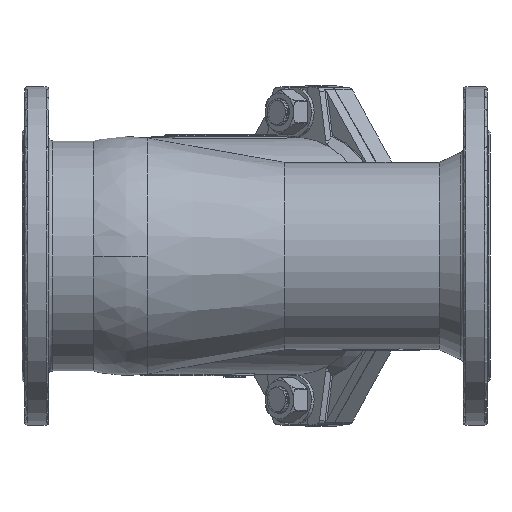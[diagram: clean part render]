
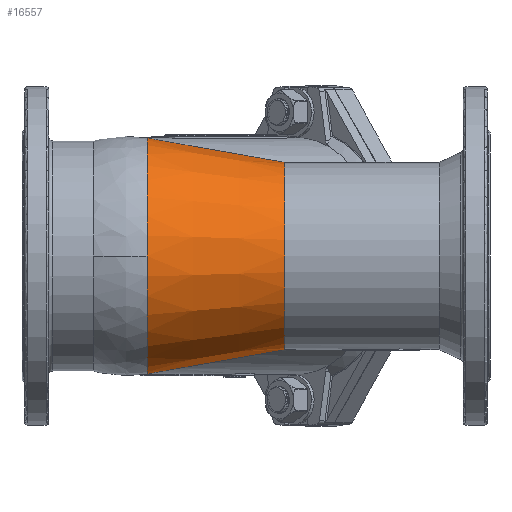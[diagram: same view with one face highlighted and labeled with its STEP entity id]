
A CAD part, front view. The second image highlights one B-rep face of the part: STEP entity #16557.
In plain terms, the highlighted conical face has half-angle 10 degrees and reference radius 88.14 mm.
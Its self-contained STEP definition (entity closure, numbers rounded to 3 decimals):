
#640 = CIRCLE ( 'NONE', #29226, 88.14 ) ;
#1907 = CARTESIAN_POINT ( 'NONE',  ( 93.542, 0., 0. ) ) ;
#2173 = CARTESIAN_POINT ( 'NONE',  ( 110.101, -1.184, 85.213 ) ) ;
#2302 = CARTESIAN_POINT ( 'NONE',  ( 98.559, 0., 87.256 ) ) ;
#2633 = CARTESIAN_POINT ( 'NONE',  ( 101.333, -0.974, -86.761 ) ) ;
#3936 = VERTEX_POINT ( 'NONE', #9336 ) ;
#4297 = FACE_OUTER_BOUND ( 'NONE', #30969, .T. ) ;
#4554 = ORIENTED_EDGE ( 'NONE', *, *, #36325, .F. ) ;
#5168 = CARTESIAN_POINT ( 'NONE',  ( 105.715, -1.492, 85.981 ) ) ;
#5372 = CARTESIAN_POINT ( 'NONE',  ( 115.868, 0., -84.204 ) ) ;
#5478 = VERTEX_POINT ( 'NONE', #14561 ) ;
#5614 = CARTESIAN_POINT ( 'NONE',  ( 93.542, 0., 88.14 ) ) ;
#6729 = VECTOR ( 'NONE', #34387, 1000. ) ;
#8466 = CARTESIAN_POINT ( 'NONE',  ( 93.542, 0., -88.14 ) ) ;
#8484 = VECTOR ( 'NONE', #20771, 1000. ) ;
#8558 = CARTESIAN_POINT ( 'NONE',  ( 108.641, -1.372, -85.467 ) ) ;
#8688 = CARTESIAN_POINT ( 'NONE',  ( 104.223, -1.479, -86.245 ) ) ;
#8818 = CARTESIAN_POINT ( 'NONE',  ( 105.69, -1.521, -85.985 ) ) ;
#9086 = ORIENTED_EDGE ( 'NONE', *, *, #24237, .F. ) ;
#9336 = CARTESIAN_POINT ( 'NONE',  ( 93.542, 0., 88.14 ) ) ;
#11039 = CIRCLE ( 'NONE', #11361, 88.14 ) ;
#11361 = AXIS2_PLACEMENT_3D ( 'NONE', #1907, #30096, #39621 ) ;
#11398 = CARTESIAN_POINT ( 'NONE',  ( 108.646, -1.371, 85.466 ) ) ;
#11661 = CARTESIAN_POINT ( 'NONE',  ( 106.449, -1.483, 85.851 ) ) ;
#11872 = CARTESIAN_POINT ( 'NONE',  ( 102.413, -1.2, -86.568 ) ) ;
#12583 = ORIENTED_EDGE ( 'NONE', *, *, #37819, .T. ) ;
#13345 = VERTEX_POINT ( 'NONE', #35527 ) ;
#13423 = VECTOR ( 'NONE', #19621, 1000. ) ;
#13596 = VERTEX_POINT ( 'NONE', #26831 ) ;
#13735 = EDGE_CURVE ( 'NONE', #35278, #22856, #28243, .T. ) ;
#14360 = ORIENTED_EDGE ( 'NONE', *, *, #29269, .T. ) ;
#14464 = DIRECTION ( 'NONE',  ( -1., 0., 0. ) ) ;
#14561 = CARTESIAN_POINT ( 'NONE',  ( 196.42, 0., 70. ) ) ;
#14776 = CARTESIAN_POINT ( 'NONE',  ( 102.052, -1.133, -86.632 ) ) ;
#14912 = VECTOR ( 'NONE', #15301, 1000. ) ;
#15301 = DIRECTION ( 'NONE',  ( -0.985, 0., -0.174 ) ) ;
#16350 = AXIS2_PLACEMENT_3D ( 'NONE', #18054, #14464, #39775 ) ;
#16532 = CARTESIAN_POINT ( 'NONE',  ( 93.542, 0., 0. ) ) ;
#16557 = ADVANCED_FACE ( 'NONE', ( #4297 ), #33506, .T. ) ;
#16807 = ORIENTED_EDGE ( 'NONE', *, *, #33688, .F. ) ;
#18054 = CARTESIAN_POINT ( 'NONE',  ( 93.542, 0., 0. ) ) ;
#18092 = CARTESIAN_POINT ( 'NONE',  ( 99.908, -0.565, -87.016 ) ) ;
#18495 = CARTESIAN_POINT ( 'NONE',  ( 110.1, -1.184, -85.213 ) ) ;
#18833 = VERTEX_POINT ( 'NONE', #26194 ) ;
#19068 = EDGE_CURVE ( 'NONE', #18833, #13596, #29067, .T. ) ;
#19484 = CARTESIAN_POINT ( 'NONE',  ( 93.542, 0., 88.14 ) ) ;
#19621 = DIRECTION ( 'NONE',  ( -0.985, 0., 0.174 ) ) ;
#20771 = DIRECTION ( 'NONE',  ( -0.985, 0., -0.174 ) ) ;
#21069 = CARTESIAN_POINT ( 'NONE',  ( 99.911, -0.625, 87.017 ) ) ;
#21408 = CARTESIAN_POINT ( 'NONE',  ( 114.44, -0.358, -84.455 ) ) ;
#22856 = VERTEX_POINT ( 'NONE', #28521 ) ;
#22876 = DIRECTION ( 'NONE',  ( -1., 0., 0. ) ) ;
#23402 = ORIENTED_EDGE ( 'NONE', *, *, #36656, .F. ) ;
#23781 = EDGE_CURVE ( 'NONE', #18833, #3936, #26798, .T. ) ;
#24237 = EDGE_CURVE ( 'NONE', #22856, #13345, #31780, .T. ) ;
#24386 = CARTESIAN_POINT ( 'NONE',  ( 114.44, -0.348, 84.455 ) ) ;
#24520 = CARTESIAN_POINT ( 'NONE',  ( 101.318, -1.031, 86.763 ) ) ;
#25272 = DIRECTION ( 'NONE',  ( -1., 0., 0. ) ) ;
#25536 = ORIENTED_EDGE ( 'NONE', *, *, #23781, .T. ) ;
#25890 = VERTEX_POINT ( 'NONE', #28806 ) ;
#25940 = DIRECTION ( 'NONE',  ( 0., 0., 1. ) ) ;
#26194 = CARTESIAN_POINT ( 'NONE',  ( 98.559, 0., 87.256 ) ) ;
#26798 = LINE ( 'NONE', #19484, #13423 ) ;
#26831 = CARTESIAN_POINT ( 'NONE',  ( 115.868, 0., 84.204 ) ) ;
#27133 = AXIS2_PLACEMENT_3D ( 'NONE', #38126, #25272, #40748 ) ;
#27455 = CARTESIAN_POINT ( 'NONE',  ( 104.24, -1.435, 86.242 ) ) ;
#27596 = CARTESIAN_POINT ( 'NONE',  ( 112.275, -0.805, 84.833 ) ) ;
#27809 = CARTESIAN_POINT ( 'NONE',  ( 112.998, -0.678, -84.707 ) ) ;
#28243 = B_SPLINE_CURVE_WITH_KNOTS ( 'NONE', 3,
 ( #5372, #21408, #27809, #18495, #8558, #8818, #8688, #11872, #14776, #2633, #36911, #18092, #30843, #34009 ),
 .UNSPECIFIED., .F., .F.,
 ( 4, 2, 2, 2, 2, 2, 4 ),
 ( 0.089, 0.094, 0.098, 0.103, 0.104, 0.105, 0.107 ),
 .UNSPECIFIED. ) ;
#28521 = CARTESIAN_POINT ( 'NONE',  ( 98.559, 0., -87.256 ) ) ;
#28696 = ORIENTED_EDGE ( 'NONE', *, *, #13735, .F. ) ;
#28806 = CARTESIAN_POINT ( 'NONE',  ( 93.542, -88.14, 0. ) ) ;
#29067 = B_SPLINE_CURVE_WITH_KNOTS ( 'NONE', 3,
 ( #2302, #21069, #24520, #39751, #27455, #5168, #11661, #11398, #2173, #27596, #33535, #24386, #36721, #33810 ),
 .UNSPECIFIED., .F., .F.,
 ( 4, 2, 2, 2, 2, 2, 4 ),
 ( 0.006, 0.011, 0.013, 0.015, 0.02, 0.022, 0.024 ),
 .UNSPECIFIED. ) ;
#29226 = AXIS2_PLACEMENT_3D ( 'NONE', #16532, #22876, #25940 ) ;
#29269 = EDGE_CURVE ( 'NONE', #5478, #13596, #33961, .T. ) ;
#29513 = CARTESIAN_POINT ( 'NONE',  ( 196.42, 0., -70. ) ) ;
#30096 = DIRECTION ( 'NONE',  ( -1., 0., 0. ) ) ;
#30843 = CARTESIAN_POINT ( 'NONE',  ( 99.221, -0.306, -87.139 ) ) ;
#30895 = VERTEX_POINT ( 'NONE', #29513 ) ;
#30969 = EDGE_LOOP ( 'NONE', ( #23402, #12583, #14360, #40958, #25536, #16807, #4554, #9086, #28696 ) ) ;
#31240 = CARTESIAN_POINT ( 'NONE',  ( 93.542, 0., -88.14 ) ) ;
#31250 = CIRCLE ( 'NONE', #27133, 70. ) ;
#31780 = LINE ( 'NONE', #31240, #14912 ) ;
#33506 = CONICAL_SURFACE ( 'NONE', #16350, 88.14, 0.175 ) ;
#33535 = CARTESIAN_POINT ( 'NONE',  ( 112.999, -0.661, 84.707 ) ) ;
#33612 = CARTESIAN_POINT ( 'NONE',  ( 115.868, 0., -84.204 ) ) ;
#33688 = EDGE_CURVE ( 'NONE', #25890, #3936, #11039, .T. ) ;
#33810 = CARTESIAN_POINT ( 'NONE',  ( 115.868, 0., 84.204 ) ) ;
#33961 = LINE ( 'NONE', #5614, #6729 ) ;
#34009 = CARTESIAN_POINT ( 'NONE',  ( 98.559, 0., -87.256 ) ) ;
#34387 = DIRECTION ( 'NONE',  ( -0.985, 0., 0.174 ) ) ;
#35278 = VERTEX_POINT ( 'NONE', #33612 ) ;
#35527 = CARTESIAN_POINT ( 'NONE',  ( 93.542, 0., -88.14 ) ) ;
#36204 = LINE ( 'NONE', #8466, #8484 ) ;
#36325 = EDGE_CURVE ( 'NONE', #13345, #25890, #640, .T. ) ;
#36656 = EDGE_CURVE ( 'NONE', #30895, #35278, #36204, .T. ) ;
#36721 = CARTESIAN_POINT ( 'NONE',  ( 115.156, -0.179, 84.329 ) ) ;
#36911 = CARTESIAN_POINT ( 'NONE',  ( 100.974, -0.881, -86.825 ) ) ;
#37819 = EDGE_CURVE ( 'NONE', #30895, #5478, #31250, .T. ) ;
#38126 = CARTESIAN_POINT ( 'NONE',  ( 196.42, 0., 0. ) ) ;
#39621 = DIRECTION ( 'NONE',  ( 0., 0., 1. ) ) ;
#39751 = CARTESIAN_POINT ( 'NONE',  ( 103.498, -1.367, 86.374 ) ) ;
#39775 = DIRECTION ( 'NONE',  ( 0., 0., 1. ) ) ;
#40748 = DIRECTION ( 'NONE',  ( 0., 0., 1. ) ) ;
#40958 = ORIENTED_EDGE ( 'NONE', *, *, #19068, .F. ) ;
